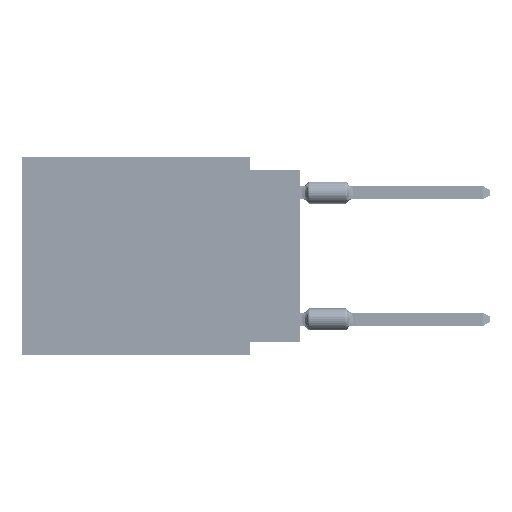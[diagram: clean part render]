
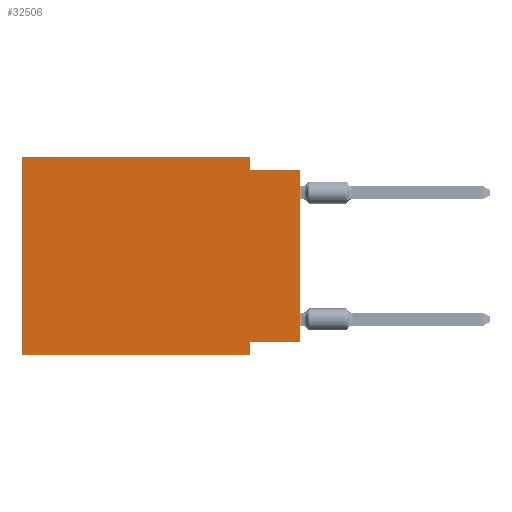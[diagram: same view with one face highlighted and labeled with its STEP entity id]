
A CAD part, left-side view. The second image highlights one B-rep face of the part: STEP entity #32506.
In plain terms, the highlighted planar face has unit normal (-1, 0, 0).
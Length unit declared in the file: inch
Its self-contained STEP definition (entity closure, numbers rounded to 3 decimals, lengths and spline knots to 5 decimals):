
#1613 = EDGE_CURVE ( 'NONE', #13192, #54876, #18180, .T. ) ;
#3596 = EDGE_CURVE ( 'NONE', #21608, #54137, #15328, .T. ) ;
#3621 = CARTESIAN_POINT ( 'NONE',  ( 0., 0., -0.365 ) ) ;
#3759 = CARTESIAN_POINT ( 'NONE',  ( 0., 0.1, -0.39 ) ) ;
#4384 = ORIENTED_EDGE ( 'NONE', *, *, #12923, .F. ) ;
#4677 = CARTESIAN_POINT ( 'NONE',  ( 0., 0.1, 0. ) ) ;
#7206 = CARTESIAN_POINT ( 'NONE',  ( 0., 0.1, -0.365 ) ) ;
#7436 = ORIENTED_EDGE ( 'NONE', *, *, #67563, .F. ) ;
#12514 = LINE ( 'NONE', #54239, #13276 ) ;
#12794 = ORIENTED_EDGE ( 'NONE', *, *, #49897, .F. ) ;
#12923 = EDGE_CURVE ( 'NONE', #13192, #61923, #18679, .T. ) ;
#13192 = VERTEX_POINT ( 'NONE', #44603 ) ;
#13276 = VECTOR ( 'NONE', #63838, 39.37008 ) ;
#15328 = LINE ( 'NONE', #26611, #31631 ) ;
#15509 = FACE_OUTER_BOUND ( 'NONE', #32304, .T. ) ;
#18180 = LINE ( 'NONE', #23312, #52032 ) ;
#18478 = CARTESIAN_POINT ( 'NONE',  ( 0., 0.55, 0. ) ) ;
#18679 = LINE ( 'NONE', #3621, #21398 ) ;
#18699 = ORIENTED_EDGE ( 'NONE', *, *, #20932, .F. ) ;
#19744 = EDGE_CURVE ( 'NONE', #21608, #54709, #59098, .T. ) ;
#20164 = CARTESIAN_POINT ( 'NONE',  ( 0., 0., -0.025 ) ) ;
#20335 = LINE ( 'NONE', #45991, #55498 ) ;
#20932 = EDGE_CURVE ( 'NONE', #46833, #61873, #12514, .T. ) ;
#21398 = VECTOR ( 'NONE', #54621, 39.37008 ) ;
#21608 = VERTEX_POINT ( 'NONE', #53997 ) ;
#22955 = AXIS2_PLACEMENT_3D ( 'NONE', #36060, #36396, #31248 ) ;
#23312 = CARTESIAN_POINT ( 'NONE',  ( 0., 0., 0. ) ) ;
#25929 = DIRECTION ( 'NONE',  ( 0., -1., 0. ) ) ;
#26611 = CARTESIAN_POINT ( 'NONE',  ( 0., 0.55, -0.39 ) ) ;
#28549 = VECTOR ( 'NONE', #28583, 39.37008 ) ;
#28583 = DIRECTION ( 'NONE',  ( 0., -1., 0. ) ) ;
#31248 = DIRECTION ( 'NONE',  ( 0., 0., -1. ) ) ;
#31631 = VECTOR ( 'NONE', #25929, 39.37008 ) ;
#32304 = EDGE_LOOP ( 'NONE', ( #56139, #7436, #18699, #12794, #50567, #39753, #67245, #4384 ) ) ;
#32506 = ADVANCED_FACE ( 'NONE', ( #15509 ), #47645, .F. ) ;
#32746 = VECTOR ( 'NONE', #65227, 39.37008 ) ;
#33097 = CARTESIAN_POINT ( 'NONE',  ( 0., 0.55, 0. ) ) ;
#36060 = CARTESIAN_POINT ( 'NONE',  ( 0., 0.55, 0. ) ) ;
#36396 = DIRECTION ( 'NONE',  ( 1., 0., 0. ) ) ;
#39753 = ORIENTED_EDGE ( 'NONE', *, *, #3596, .T. ) ;
#41041 = DIRECTION ( 'NONE',  ( 0., 0., -1. ) ) ;
#44502 = DIRECTION ( 'NONE',  ( 0., 0., 1. ) ) ;
#44603 = CARTESIAN_POINT ( 'NONE',  ( 0., 0., -0.365 ) ) ;
#45991 = CARTESIAN_POINT ( 'NONE',  ( 0., 0.55, 0. ) ) ;
#46833 = VERTEX_POINT ( 'NONE', #4677 ) ;
#47645 = PLANE ( 'NONE',  #22955 ) ;
#49897 = EDGE_CURVE ( 'NONE', #54709, #46833, #20335, .T. ) ;
#50304 = LINE ( 'NONE', #3759, #56013 ) ;
#50567 = ORIENTED_EDGE ( 'NONE', *, *, #19744, .F. ) ;
#50740 = EDGE_CURVE ( 'NONE', #61923, #54137, #50304, .T. ) ;
#50778 = LINE ( 'NONE', #61063, #28549 ) ;
#51455 = DIRECTION ( 'NONE',  ( 0., -1., 0. ) ) ;
#52032 = VECTOR ( 'NONE', #44502, 39.37008 ) ;
#53997 = CARTESIAN_POINT ( 'NONE',  ( 0., 0.55, -0.39 ) ) ;
#54137 = VERTEX_POINT ( 'NONE', #63500 ) ;
#54239 = CARTESIAN_POINT ( 'NONE',  ( 0., 0.1, 0. ) ) ;
#54394 = CARTESIAN_POINT ( 'NONE',  ( 0., 0.1, -0.025 ) ) ;
#54621 = DIRECTION ( 'NONE',  ( 0., 1., 0. ) ) ;
#54709 = VERTEX_POINT ( 'NONE', #18478 ) ;
#54876 = VERTEX_POINT ( 'NONE', #20164 ) ;
#55498 = VECTOR ( 'NONE', #51455, 39.37008 ) ;
#56013 = VECTOR ( 'NONE', #41041, 39.37008 ) ;
#56139 = ORIENTED_EDGE ( 'NONE', *, *, #1613, .T. ) ;
#59098 = LINE ( 'NONE', #33097, #32746 ) ;
#61063 = CARTESIAN_POINT ( 'NONE',  ( 0., 0., -0.025 ) ) ;
#61873 = VERTEX_POINT ( 'NONE', #54394 ) ;
#61923 = VERTEX_POINT ( 'NONE', #7206 ) ;
#63500 = CARTESIAN_POINT ( 'NONE',  ( 0., 0.1, -0.39 ) ) ;
#63838 = DIRECTION ( 'NONE',  ( 0., 0., -1. ) ) ;
#65227 = DIRECTION ( 'NONE',  ( 0., 0., 1. ) ) ;
#67245 = ORIENTED_EDGE ( 'NONE', *, *, #50740, .F. ) ;
#67563 = EDGE_CURVE ( 'NONE', #61873, #54876, #50778, .T. ) ;
